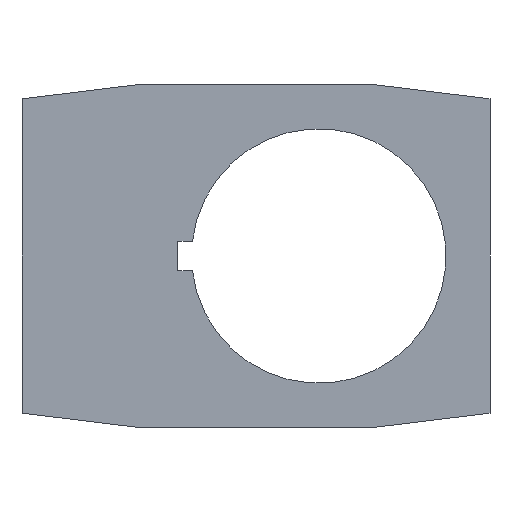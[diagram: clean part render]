
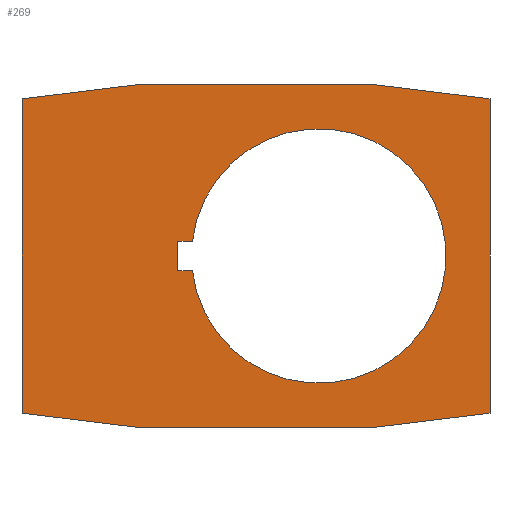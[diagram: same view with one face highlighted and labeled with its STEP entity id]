
A CAD part, left-side view. The second image highlights one B-rep face of the part: STEP entity #269.
In plain terms, the highlighted planar face has unit normal (-1, 0, 0).
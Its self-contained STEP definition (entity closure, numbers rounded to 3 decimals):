
#22=CIRCLE('',#298,11.15);
#35=ORIENTED_EDGE('',*,*,#107,.F.);
#36=ORIENTED_EDGE('',*,*,#108,.F.);
#37=ORIENTED_EDGE('',*,*,#109,.F.);
#38=ORIENTED_EDGE('',*,*,#110,.F.);
#39=ORIENTED_EDGE('',*,*,#111,.F.);
#40=ORIENTED_EDGE('',*,*,#112,.F.);
#41=ORIENTED_EDGE('',*,*,#113,.F.);
#42=ORIENTED_EDGE('',*,*,#114,.F.);
#43=ORIENTED_EDGE('',*,*,#115,.T.);
#44=ORIENTED_EDGE('',*,*,#116,.T.);
#45=ORIENTED_EDGE('',*,*,#117,.T.);
#46=ORIENTED_EDGE('',*,*,#118,.T.);
#107=EDGE_CURVE('',#143,#144,#166,.T.);
#108=EDGE_CURVE('',#145,#143,#167,.T.);
#109=EDGE_CURVE('',#146,#145,#168,.T.);
#110=EDGE_CURVE('',#147,#146,#169,.T.);
#111=EDGE_CURVE('',#148,#147,#170,.T.);
#112=EDGE_CURVE('',#149,#148,#171,.T.);
#113=EDGE_CURVE('',#150,#149,#172,.T.);
#114=EDGE_CURVE('',#144,#150,#173,.T.);
#115=EDGE_CURVE('',#151,#152,#174,.T.);
#116=EDGE_CURVE('',#152,#153,#22,.T.);
#117=EDGE_CURVE('',#153,#154,#175,.T.);
#118=EDGE_CURVE('',#154,#151,#176,.T.);
#143=VERTEX_POINT('',#407);
#144=VERTEX_POINT('',#408);
#145=VERTEX_POINT('',#410);
#146=VERTEX_POINT('',#412);
#147=VERTEX_POINT('',#414);
#148=VERTEX_POINT('',#416);
#149=VERTEX_POINT('',#418);
#150=VERTEX_POINT('',#420);
#151=VERTEX_POINT('',#423);
#152=VERTEX_POINT('',#424);
#153=VERTEX_POINT('',#426);
#154=VERTEX_POINT('',#428);
#166=LINE('',#406,#200);
#167=LINE('',#409,#201);
#168=LINE('',#411,#202);
#169=LINE('',#413,#203);
#170=LINE('',#415,#204);
#171=LINE('',#417,#205);
#172=LINE('',#419,#206);
#173=LINE('',#421,#207);
#174=LINE('',#422,#208);
#175=LINE('',#427,#209);
#176=LINE('',#429,#210);
#200=VECTOR('',#330,1000.);
#201=VECTOR('',#331,1000.);
#202=VECTOR('',#332,1000.);
#203=VECTOR('',#333,1000.);
#204=VECTOR('',#334,1000.);
#205=VECTOR('',#335,1000.);
#206=VECTOR('',#336,1000.);
#207=VECTOR('',#337,1000.);
#208=VECTOR('',#338,1000.);
#209=VECTOR('',#341,1000.);
#210=VECTOR('',#342,1000.);
#225=EDGE_LOOP('',(#35,#36,#37,#38,#39,#40,#41,#42));
#226=EDGE_LOOP('',(#43,#44,#45,#46));
#241=FACE_BOUND('',#225,.T.);
#242=FACE_BOUND('',#226,.T.);
#256=PLANE('',#297);
#269=ADVANCED_FACE('',(#241,#242),#256,.F.);
#297=AXIS2_PLACEMENT_3D('',#405,#328,#329);
#298=AXIS2_PLACEMENT_3D('',#425,#339,#340);
#328=DIRECTION('',(1.,0.,0.));
#329=DIRECTION('',(0.,0.,-1.));
#330=DIRECTION('',(0.,-1.,0.));
#331=DIRECTION('',(0.,-0.993,0.122));
#332=DIRECTION('',(0.,0.,1.));
#333=DIRECTION('',(0.,0.993,0.122));
#334=DIRECTION('',(0.,1.,0.));
#335=DIRECTION('',(0.,0.993,-0.122));
#336=DIRECTION('',(0.,0.,-1.));
#337=DIRECTION('',(0.,-0.993,-0.122));
#338=DIRECTION('',(0.,-1.,0.));
#339=DIRECTION('',(1.,0.,0.));
#340=DIRECTION('',(0.,0.,-1.));
#341=DIRECTION('',(0.,1.,0.));
#342=DIRECTION('',(0.,0.,1.));
#405=CARTESIAN_POINT('',(0.,0.,0.));
#406=CARTESIAN_POINT('',(0.,16.,15.));
#407=CARTESIAN_POINT('',(0.,16.,15.));
#408=CARTESIAN_POINT('',(0.,-5.,15.));
#409=CARTESIAN_POINT('',(0.,26.,13.772));
#410=CARTESIAN_POINT('',(0.,26.,13.772));
#411=CARTESIAN_POINT('',(0.,26.,-13.772));
#412=CARTESIAN_POINT('',(0.,26.,-13.772));
#413=CARTESIAN_POINT('',(0.,16.,-15.));
#414=CARTESIAN_POINT('',(0.,16.,-15.));
#415=CARTESIAN_POINT('',(0.,-5.,-15.));
#416=CARTESIAN_POINT('',(0.,-5.,-15.));
#417=CARTESIAN_POINT('',(0.,-15.,-13.772));
#418=CARTESIAN_POINT('',(0.,-15.,-13.772));
#419=CARTESIAN_POINT('',(0.,-15.,13.772));
#420=CARTESIAN_POINT('',(0.,-15.,13.772));
#421=CARTESIAN_POINT('',(0.,-5.,15.));
#422=CARTESIAN_POINT('',(0.,12.35,1.3));
#423=CARTESIAN_POINT('',(0.,12.35,1.3));
#424=CARTESIAN_POINT('',(0.,11.074,1.3));
#425=CARTESIAN_POINT('',(0.,0.,0.));
#426=CARTESIAN_POINT('',(0.,11.074,-1.3));
#427=CARTESIAN_POINT('',(0.,11.074,-1.3));
#428=CARTESIAN_POINT('',(0.,12.35,-1.3));
#429=CARTESIAN_POINT('',(0.,12.35,-1.3));
